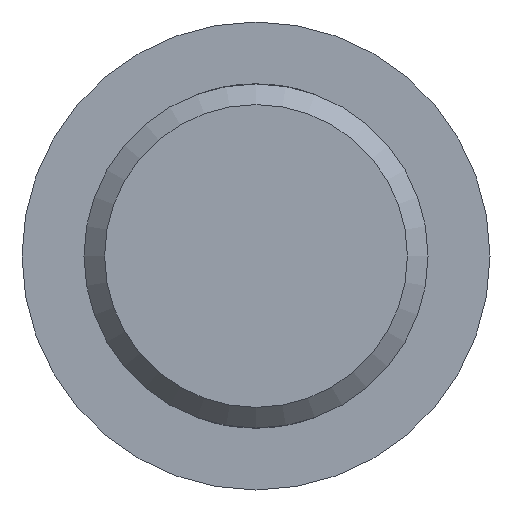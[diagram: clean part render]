
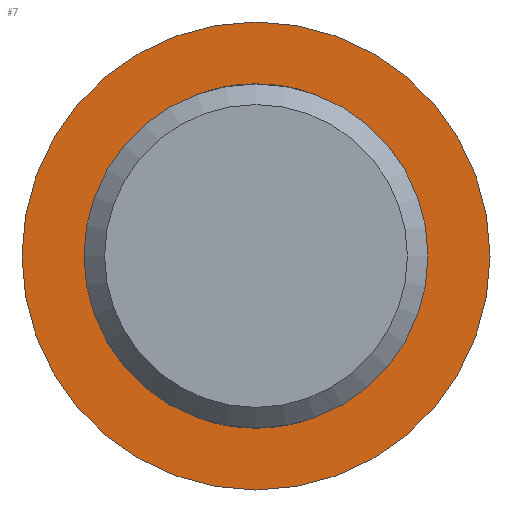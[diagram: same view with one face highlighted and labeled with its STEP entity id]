
A CAD part, left-side view. The second image highlights one B-rep face of the part: STEP entity #7.
In plain terms, the highlighted planar face has unit normal (-1, 0, 0).
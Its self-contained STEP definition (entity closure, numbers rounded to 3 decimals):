
#5 = CIRCLE ( 'NONE', #214, 12.5 ) ;
#7 = ADVANCED_FACE ( 'NONE', ( #45, #243 ), #135, .F. ) ;
#45 = FACE_BOUND ( 'NONE', #97, .T. ) ;
#46 = CARTESIAN_POINT ( 'NONE',  ( 67., 0., 17. ) ) ;
#68 = VERTEX_POINT ( 'NONE', #143 ) ;
#76 = DIRECTION ( 'NONE',  ( 0., 0., 1. ) ) ;
#85 = DIRECTION ( 'NONE',  ( -1., 0., 0. ) ) ;
#88 = AXIS2_PLACEMENT_3D ( 'NONE', #317, #271, #218 ) ;
#97 = EDGE_LOOP ( 'NONE', ( #161 ) ) ;
#102 = DIRECTION ( 'NONE',  ( -1., 0., 0. ) ) ;
#135 = PLANE ( 'NONE',  #88 ) ;
#138 = ORIENTED_EDGE ( 'NONE', *, *, #186, .T. ) ;
#143 = CARTESIAN_POINT ( 'NONE',  ( 67., 0., 12.5 ) ) ;
#152 = CARTESIAN_POINT ( 'NONE',  ( 67., 0., 0. ) ) ;
#159 = EDGE_LOOP ( 'NONE', ( #138 ) ) ;
#161 = ORIENTED_EDGE ( 'NONE', *, *, #282, .F. ) ;
#170 = CIRCLE ( 'NONE', #329, 17. ) ;
#186 = EDGE_CURVE ( 'NONE', #324, #324, #170, .T. ) ;
#214 = AXIS2_PLACEMENT_3D ( 'NONE', #289, #85, #76 ) ;
#218 = DIRECTION ( 'NONE',  ( 0., 0., -1. ) ) ;
#243 = FACE_OUTER_BOUND ( 'NONE', #159, .T. ) ;
#271 = DIRECTION ( 'NONE',  ( 1., 0., 0. ) ) ;
#282 = EDGE_CURVE ( 'NONE', #68, #68, #5, .T. ) ;
#289 = CARTESIAN_POINT ( 'NONE',  ( 67., 0., 0. ) ) ;
#302 = DIRECTION ( 'NONE',  ( 0., 0., 1. ) ) ;
#317 = CARTESIAN_POINT ( 'NONE',  ( 67., 17., 0. ) ) ;
#324 = VERTEX_POINT ( 'NONE', #46 ) ;
#329 = AXIS2_PLACEMENT_3D ( 'NONE', #152, #102, #302 ) ;
